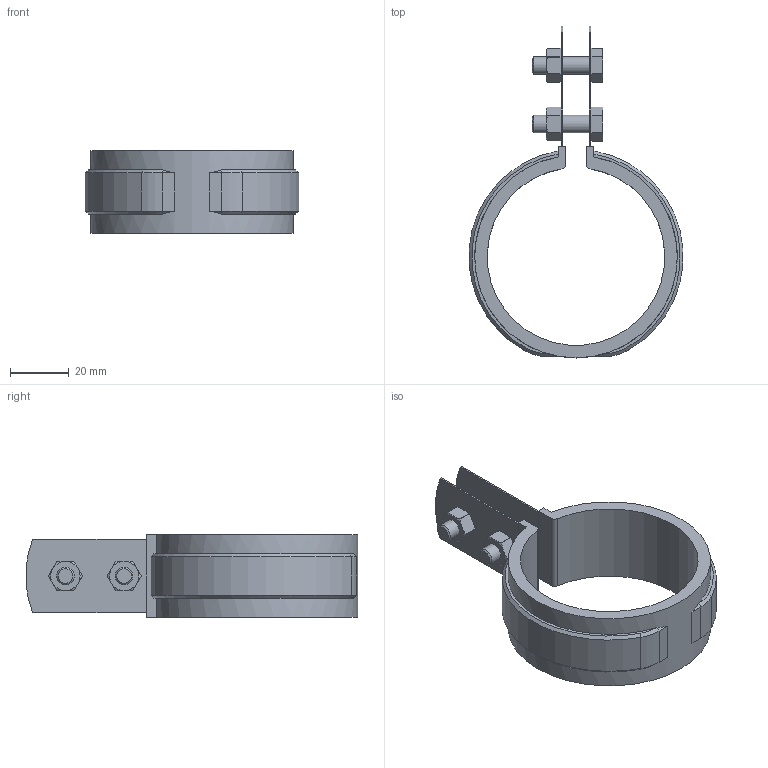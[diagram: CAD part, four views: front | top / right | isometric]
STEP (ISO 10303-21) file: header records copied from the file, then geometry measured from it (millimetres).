
FILE_DESCRIPTION( ( 'STEP AP203' ), '1' );
FILE_NAME( '60SU.step', '2022-07-15T06:48:50', ( ' ' ), ( ' ' ), 'XStep 1.0', ' ', ' ' );
FILE_SCHEMA( ( 'CONFIG_CONTROL_DESIGN' ) );
Length unit declared in the file: millimetre
Products named in the file (6): 1; 2; 3; 4; 5; 6
Bounding box: 72.78 x 113.03 x 28 mm (x, y, z)
Volume: 32918.8 mm3; surface area: 46481 mm2
Topology: 6 solids, 6 shells, 202 faces, 534 edges, 348 vertices
Faces by surface type: plane 80, cylinder 72, cone 26, offset 12, bspline 12
Full cylindrical faces by diameter (mm): 4.917 x2, 6 x2, 7 x4
Entity records: 9600 total; most frequent: CARTESIAN_POINT 4596, ORIENTED_EDGE 1036, DIRECTION 880, EDGE_CURVE 518, VERTEX_POINT 346, AXIS2_PLACEMENT_3D 334, EDGE_LOOP 238, LINE 212
